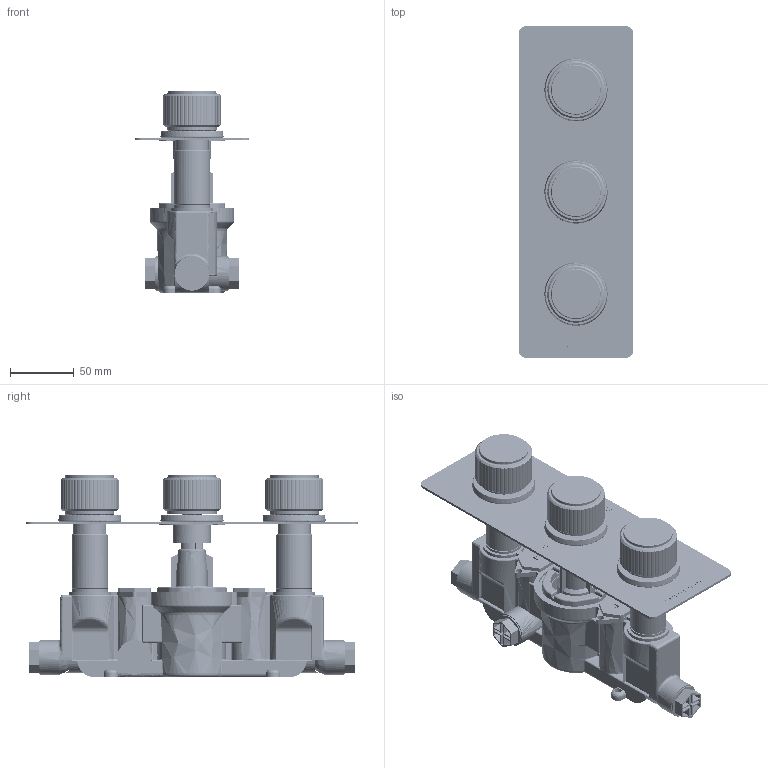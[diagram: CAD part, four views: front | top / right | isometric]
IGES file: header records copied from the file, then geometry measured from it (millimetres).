
Global section: file name: T2002-TCGR; native system: Autodesk Inventor 2020; preprocessor: unknown; author: adaniels; date: 20221207.091504; units: millimetre
Bounding box: 90 x 260 x 158.55 mm (x, y, z)
Volume: 606849.1 mm3; surface area: 342041.8 mm2
Topology: 75 solids, 80 shells, 5117 faces, 14234 edges, 9441 vertices
Faces by surface type: bspline 5117
